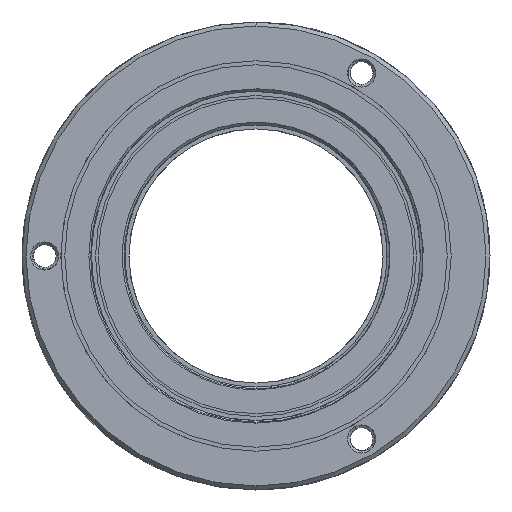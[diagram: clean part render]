
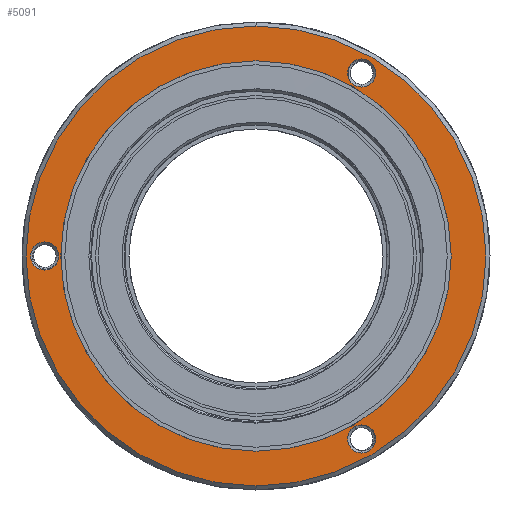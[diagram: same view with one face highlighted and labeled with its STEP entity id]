
A CAD part, left-side view. The second image highlights one B-rep face of the part: STEP entity #5091.
In plain terms, the highlighted planar face has unit normal (-1, 0, 0).
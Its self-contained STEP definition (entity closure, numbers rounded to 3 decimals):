
#576 = EDGE_LOOP ( 'NONE', ( #13647, #15291 ) ) ;
#630 = EDGE_LOOP ( 'NONE', ( #9359, #16474 ) ) ;
#767 = EDGE_CURVE ( 'NONE', #15982, #22985, #20511, .T. ) ;
#857 = CARTESIAN_POINT ( 'NONE',  ( 9., 15.8, 0. ) ) ;
#894 = DIRECTION ( 'NONE',  ( -1., 0., 0. ) ) ;
#1116 = CARTESIAN_POINT ( 'NONE',  ( 9., 0., 17.2 ) ) ;
#1837 = VERTEX_POINT ( 'NONE', #24252 ) ;
#2183 = VERTEX_POINT ( 'NONE', #10786 ) ;
#2258 = ORIENTED_EDGE ( 'NONE', *, *, #767, .T. ) ;
#2296 = ORIENTED_EDGE ( 'NONE', *, *, #7549, .T. ) ;
#2399 = CARTESIAN_POINT ( 'NONE',  ( 9., -7.9, 12.633 ) ) ;
#3848 = DIRECTION ( 'NONE',  ( 0., 0., -1. ) ) ;
#4765 = AXIS2_PLACEMENT_3D ( 'NONE', #10730, #894, #30897 ) ;
#4857 = DIRECTION ( 'NONE',  ( 0., 0., -1. ) ) ;
#5091 = ADVANCED_FACE ( 'NONE', ( #21682, #26495, #26016, #15942, #28652 ), #6248, .F. ) ;
#6248 = PLANE ( 'NONE',  #16194 ) ;
#6722 = AXIS2_PLACEMENT_3D ( 'NONE', #15645, #22918, #20570 ) ;
#7260 = CIRCLE ( 'NONE', #27378, 17.2 ) ;
#7549 = EDGE_CURVE ( 'NONE', #2183, #19380, #32079, .T. ) ;
#7839 = CARTESIAN_POINT ( 'NONE',  ( 9., -7.9, 13.683 ) ) ;
#8039 = EDGE_CURVE ( 'NONE', #22172, #28355, #14728, .T. ) ;
#8341 = CIRCLE ( 'NONE', #21573, 1.05 ) ;
#8472 = CARTESIAN_POINT ( 'NONE',  ( 9., -7.9, -13.683 ) ) ;
#8501 = CIRCLE ( 'NONE', #27038, 17.2 ) ;
#8577 = CARTESIAN_POINT ( 'NONE',  ( 9., 0., 0. ) ) ;
#8778 = DIRECTION ( 'NONE',  ( -1., 0., 0. ) ) ;
#9002 = AXIS2_PLACEMENT_3D ( 'NONE', #16128, #8778, #21398 ) ;
#9317 = CARTESIAN_POINT ( 'NONE',  ( 9., 0., 0. ) ) ;
#9359 = ORIENTED_EDGE ( 'NONE', *, *, #14087, .F. ) ;
#9375 = AXIS2_PLACEMENT_3D ( 'NONE', #23636, #26760, #16032 ) ;
#9467 = CARTESIAN_POINT ( 'NONE',  ( 9., 15.8, 0. ) ) ;
#9738 = EDGE_CURVE ( 'NONE', #24236, #1837, #7260, .T. ) ;
#10601 = CIRCLE ( 'NONE', #4765, 14.6 ) ;
#10730 = CARTESIAN_POINT ( 'NONE',  ( 9., 0., 0. ) ) ;
#10786 = CARTESIAN_POINT ( 'NONE',  ( 9., 15.8, -1.05 ) ) ;
#11309 = DIRECTION ( 'NONE',  ( 1., 0., 0. ) ) ;
#11636 = EDGE_CURVE ( 'NONE', #28569, #26000, #10601, .T. ) ;
#11692 = CARTESIAN_POINT ( 'NONE',  ( 9., 0., -14.6 ) ) ;
#12695 = CIRCLE ( 'NONE', #17967, 1.05 ) ;
#12836 = EDGE_CURVE ( 'NONE', #19380, #2183, #32735, .T. ) ;
#13113 = EDGE_CURVE ( 'NONE', #22985, #15982, #12695, .T. ) ;
#13647 = ORIENTED_EDGE ( 'NONE', *, *, #8039, .T. ) ;
#14087 = EDGE_CURVE ( 'NONE', #26000, #28569, #15921, .T. ) ;
#14703 = AXIS2_PLACEMENT_3D ( 'NONE', #9467, #27214, #3848 ) ;
#14728 = CIRCLE ( 'NONE', #6722, 1.05 ) ;
#15210 = ORIENTED_EDGE ( 'NONE', *, *, #13113, .T. ) ;
#15291 = ORIENTED_EDGE ( 'NONE', *, *, #21751, .T. ) ;
#15494 = DIRECTION ( 'NONE',  ( -1., 0., 0. ) ) ;
#15645 = CARTESIAN_POINT ( 'NONE',  ( 9., -7.9, 13.683 ) ) ;
#15856 = DIRECTION ( 'NONE',  ( 1., 0., 0. ) ) ;
#15921 = CIRCLE ( 'NONE', #9002, 14.6 ) ;
#15942 = FACE_BOUND ( 'NONE', #18715, .T. ) ;
#15982 = VERTEX_POINT ( 'NONE', #18288 ) ;
#16032 = DIRECTION ( 'NONE',  ( 0., 0., -1. ) ) ;
#16064 = ORIENTED_EDGE ( 'NONE', *, *, #12836, .T. ) ;
#16128 = CARTESIAN_POINT ( 'NONE',  ( 9., 0., 0. ) ) ;
#16194 = AXIS2_PLACEMENT_3D ( 'NONE', #31267, #21518, #23700 ) ;
#16474 = ORIENTED_EDGE ( 'NONE', *, *, #11636, .F. ) ;
#17383 = EDGE_LOOP ( 'NONE', ( #19991, #31310 ) ) ;
#17967 = AXIS2_PLACEMENT_3D ( 'NONE', #8472, #11309, #21726 ) ;
#18288 = CARTESIAN_POINT ( 'NONE',  ( 9., -7.9, -12.633 ) ) ;
#18715 = EDGE_LOOP ( 'NONE', ( #16064, #2296 ) ) ;
#18971 = AXIS2_PLACEMENT_3D ( 'NONE', #857, #15856, #28248 ) ;
#19380 = VERTEX_POINT ( 'NONE', #21838 ) ;
#19991 = ORIENTED_EDGE ( 'NONE', *, *, #26338, .T. ) ;
#20511 = CIRCLE ( 'NONE', #9375, 1.05 ) ;
#20570 = DIRECTION ( 'NONE',  ( 0., 0., -1. ) ) ;
#20786 = DIRECTION ( 'NONE',  ( 0., 0., -1. ) ) ;
#21158 = EDGE_LOOP ( 'NONE', ( #2258, #15210 ) ) ;
#21398 = DIRECTION ( 'NONE',  ( 0., 0., 1. ) ) ;
#21518 = DIRECTION ( 'NONE',  ( 1., 0., 0. ) ) ;
#21573 = AXIS2_PLACEMENT_3D ( 'NONE', #7839, #28227, #20786 ) ;
#21682 = FACE_OUTER_BOUND ( 'NONE', #17383, .T. ) ;
#21726 = DIRECTION ( 'NONE',  ( 0., 0., -1. ) ) ;
#21751 = EDGE_CURVE ( 'NONE', #28355, #22172, #8341, .T. ) ;
#21838 = CARTESIAN_POINT ( 'NONE',  ( 9., 15.8, 1.05 ) ) ;
#22172 = VERTEX_POINT ( 'NONE', #26165 ) ;
#22918 = DIRECTION ( 'NONE',  ( 1., 0., 0. ) ) ;
#22985 = VERTEX_POINT ( 'NONE', #32676 ) ;
#23300 = CARTESIAN_POINT ( 'NONE',  ( 9., 0., 14.6 ) ) ;
#23636 = CARTESIAN_POINT ( 'NONE',  ( 9., -7.9, -13.683 ) ) ;
#23700 = DIRECTION ( 'NONE',  ( 0., 0., -1. ) ) ;
#23854 = DIRECTION ( 'NONE',  ( -1., 0., 0. ) ) ;
#24236 = VERTEX_POINT ( 'NONE', #1116 ) ;
#24252 = CARTESIAN_POINT ( 'NONE',  ( 9., 0., -17.2 ) ) ;
#26000 = VERTEX_POINT ( 'NONE', #23300 ) ;
#26001 = DIRECTION ( 'NONE',  ( 0., 0., -1. ) ) ;
#26016 = FACE_BOUND ( 'NONE', #21158, .T. ) ;
#26165 = CARTESIAN_POINT ( 'NONE',  ( 9., -7.9, 14.733 ) ) ;
#26338 = EDGE_CURVE ( 'NONE', #1837, #24236, #8501, .T. ) ;
#26495 = FACE_BOUND ( 'NONE', #576, .T. ) ;
#26760 = DIRECTION ( 'NONE',  ( 1., 0., 0. ) ) ;
#27038 = AXIS2_PLACEMENT_3D ( 'NONE', #9317, #15494, #4857 ) ;
#27214 = DIRECTION ( 'NONE',  ( 1., 0., 0. ) ) ;
#27378 = AXIS2_PLACEMENT_3D ( 'NONE', #8577, #23854, #26001 ) ;
#28227 = DIRECTION ( 'NONE',  ( 1., 0., 0. ) ) ;
#28248 = DIRECTION ( 'NONE',  ( 0., 0., -1. ) ) ;
#28355 = VERTEX_POINT ( 'NONE', #2399 ) ;
#28569 = VERTEX_POINT ( 'NONE', #11692 ) ;
#28652 = FACE_BOUND ( 'NONE', #630, .T. ) ;
#30897 = DIRECTION ( 'NONE',  ( 0., 0., 1. ) ) ;
#31267 = CARTESIAN_POINT ( 'NONE',  ( 9., 17.5, 0. ) ) ;
#31310 = ORIENTED_EDGE ( 'NONE', *, *, #9738, .T. ) ;
#32079 = CIRCLE ( 'NONE', #14703, 1.05 ) ;
#32676 = CARTESIAN_POINT ( 'NONE',  ( 9., -7.9, -14.733 ) ) ;
#32735 = CIRCLE ( 'NONE', #18971, 1.05 ) ;
